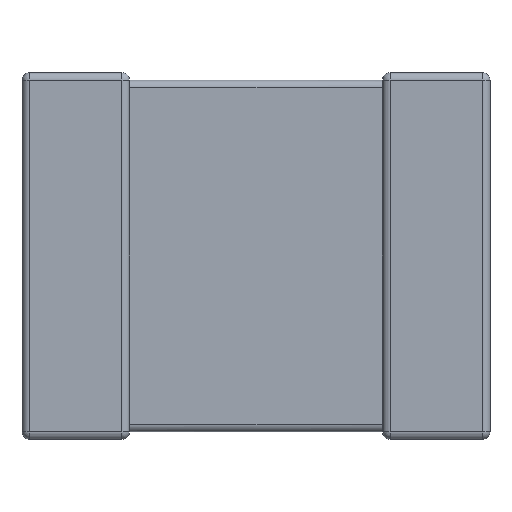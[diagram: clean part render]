
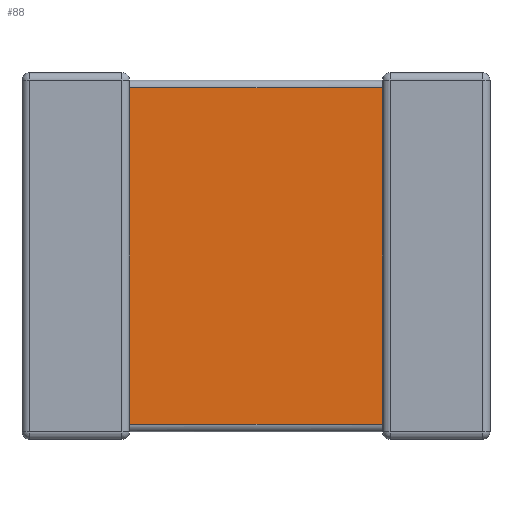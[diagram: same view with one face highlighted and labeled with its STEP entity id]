
A CAD part, front view. The second image highlights one B-rep face of the part: STEP entity #88.
In plain terms, the highlighted planar face has unit normal (0, -1, 0).
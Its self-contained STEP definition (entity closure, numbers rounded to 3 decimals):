
#88 = ADVANCED_FACE ( 'NONE', ( #103 ), #3152, .T. ) ;
#103 = FACE_OUTER_BOUND ( 'NONE', #3008, .T. ) ;
#355 = DIRECTION ( 'NONE',  ( 0., 0., 1. ) ) ;
#655 = VERTEX_POINT ( 'NONE', #2078 ) ;
#695 = ORIENTED_EDGE ( 'NONE', *, *, #3401, .F. ) ;
#720 = VECTOR ( 'NONE', #2181, 1000. ) ;
#768 = LINE ( 'NONE', #3824, #4471 ) ;
#1017 = VECTOR ( 'NONE', #1477, 1000. ) ;
#1037 = VERTEX_POINT ( 'NONE', #1590 ) ;
#1313 = VERTEX_POINT ( 'NONE', #2933 ) ;
#1370 = DIRECTION ( 'NONE',  ( 1., 0., 0. ) ) ;
#1421 = AXIS2_PLACEMENT_3D ( 'NONE', #2083, #3522, #1370 ) ;
#1430 = CARTESIAN_POINT ( 'NONE',  ( 0.85, 0.06, -2.9 ) ) ;
#1477 = DIRECTION ( 'NONE',  ( 0., 0., 1. ) ) ;
#1590 = CARTESIAN_POINT ( 'NONE',  ( 2.85, 0.06, -2.779 ) ) ;
#1762 = VERTEX_POINT ( 'NONE', #3820 ) ;
#1817 = EDGE_CURVE ( 'NONE', #1037, #655, #1966, .T. ) ;
#1832 = CARTESIAN_POINT ( 'NONE',  ( 0.85, 0.06, -0.121 ) ) ;
#1966 = LINE ( 'NONE', #3807, #1017 ) ;
#2078 = CARTESIAN_POINT ( 'NONE',  ( 2.85, 0.06, -0.121 ) ) ;
#2083 = CARTESIAN_POINT ( 'NONE',  ( 0.85, 0.06, -2.9 ) ) ;
#2181 = DIRECTION ( 'NONE',  ( -1., 0., 0. ) ) ;
#2239 = LINE ( 'NONE', #1832, #720 ) ;
#2373 = LINE ( 'NONE', #1430, #3926 ) ;
#2433 = EDGE_CURVE ( 'NONE', #655, #1762, #2239, .T. ) ;
#2738 = EDGE_CURVE ( 'NONE', #1313, #1037, #768, .T. ) ;
#2933 = CARTESIAN_POINT ( 'NONE',  ( 0.85, 0.06, -2.779 ) ) ;
#3008 = EDGE_LOOP ( 'NONE', ( #695, #4564, #4405, #4458 ) ) ;
#3152 = PLANE ( 'NONE',  #1421 ) ;
#3401 = EDGE_CURVE ( 'NONE', #1313, #1762, #2373, .T. ) ;
#3522 = DIRECTION ( 'NONE',  ( 0., -1., 0. ) ) ;
#3807 = CARTESIAN_POINT ( 'NONE',  ( 2.85, 0.06, -2.9 ) ) ;
#3820 = CARTESIAN_POINT ( 'NONE',  ( 0.85, 0.06, -0.121 ) ) ;
#3824 = CARTESIAN_POINT ( 'NONE',  ( 2.85, 0.06, -2.779 ) ) ;
#3926 = VECTOR ( 'NONE', #355, 1000. ) ;
#4161 = DIRECTION ( 'NONE',  ( 1., 0., 0. ) ) ;
#4405 = ORIENTED_EDGE ( 'NONE', *, *, #1817, .T. ) ;
#4458 = ORIENTED_EDGE ( 'NONE', *, *, #2433, .T. ) ;
#4471 = VECTOR ( 'NONE', #4161, 1000. ) ;
#4564 = ORIENTED_EDGE ( 'NONE', *, *, #2738, .T. ) ;
